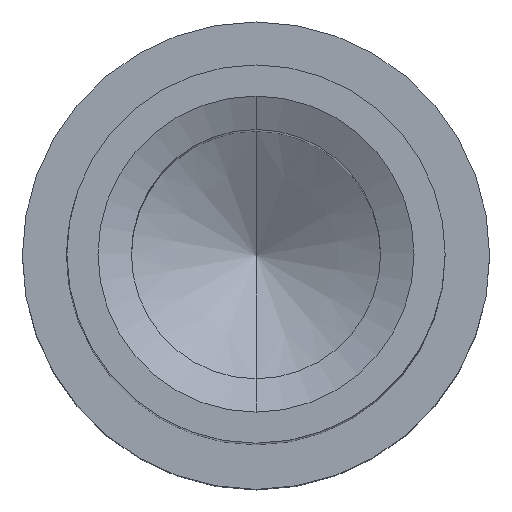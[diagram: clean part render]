
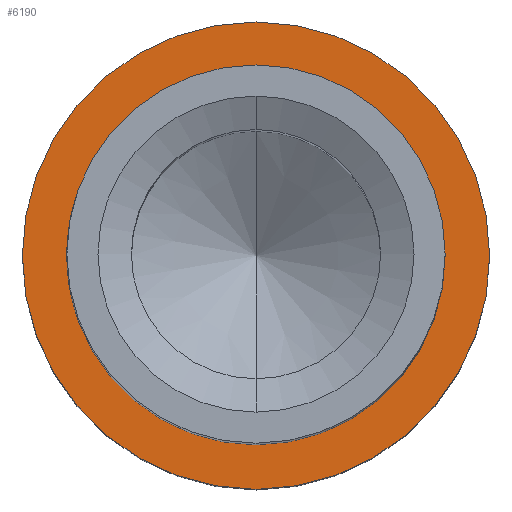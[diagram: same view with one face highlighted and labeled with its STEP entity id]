
A CAD part, top view. The second image highlights one B-rep face of the part: STEP entity #6190.
In plain terms, the highlighted face is planar.
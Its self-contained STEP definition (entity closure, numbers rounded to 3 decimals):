
#4240=CARTESIAN_POINT('',(-4.9,0.85,0.));
#4250=VERTEX_POINT('',#4240);
#4330=CARTESIAN_POINT('',(-4.9,-0.85,
0.));
#4340=VERTEX_POINT('',#4330);
#4370=CARTESIAN_POINT('',(-4.9,0.,0.));
#4380=DIRECTION('',(-1.,0.,0.));
#4390=DIRECTION('',(0.,1.,0.));
#4400=AXIS2_PLACEMENT_3D('',#4370,#4380,#4390);
#4410=CIRCLE('',#4400,0.85);
#4420=EDGE_CURVE('',#4340,#4250,#4410,.T.);
#5940=CARTESIAN_POINT('',(-4.9,0.,0.));
#5950=DIRECTION('',(1.,0.,0.));
#5960=DIRECTION('',(0.,-1.,0.));
#5970=AXIS2_PLACEMENT_3D('',#5940,#5950,#5960);
#5980=PLANE('',#5970);
#5990=EDGE_CURVE('',#4250,#4340,#4410,.T.);
#6000=ORIENTED_EDGE('',*,*,#5990,.T.);
#6010=ORIENTED_EDGE('',*,*,#4420,.T.);
#6020=EDGE_LOOP('',(#6010,#6000));
#6030=FACE_BOUND('',#6020,.T.);
#6040=CARTESIAN_POINT('',(-4.9,0.,
0.));
#6050=DIRECTION('',(-1.,0.,0.));
#6060=DIRECTION('',(0.,1.,0.));
#6070=AXIS2_PLACEMENT_3D('',#6040,#6050,#6060);
#6080=CIRCLE('',#6070,1.05);
#6090=CARTESIAN_POINT('',(-4.9,1.05,
0.));
#6100=VERTEX_POINT('',#6090);
#6110=CARTESIAN_POINT('',(-4.9,-1.05,
0.));
#6120=VERTEX_POINT('',#6110);
#6130=EDGE_CURVE('',#6100,#6120,#6080,.T.);
#6140=ORIENTED_EDGE('',*,*,#6130,.F.);
#6150=EDGE_CURVE('',#6120,#6100,#6080,.T.);
#6160=ORIENTED_EDGE('',*,*,#6150,.F.);
#6170=EDGE_LOOP('',(#6160,#6140));
#6180=FACE_OUTER_BOUND('',#6170,.T.);
#6190=ADVANCED_FACE('',(#6030,#6180),#5980,.T.);
